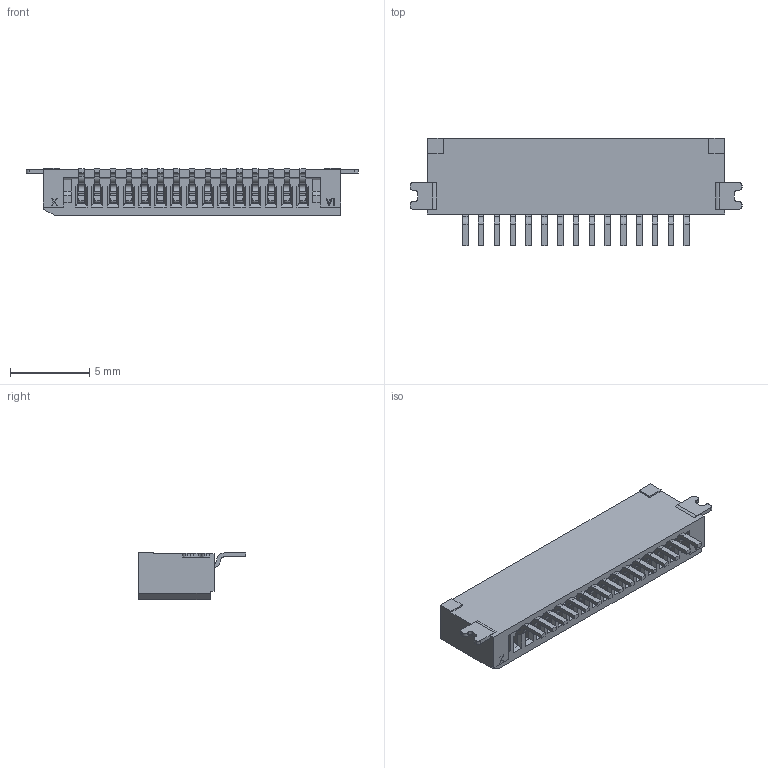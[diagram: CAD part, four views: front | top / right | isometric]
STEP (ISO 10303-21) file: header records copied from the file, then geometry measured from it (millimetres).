
FILE_DESCRIPTION (( 'STEP AP214' ), '1' );
FILE_NAME ('F519-1A7A1-11015-E200.STEP', '2021-01-05T09:46:17', ( '' ), ( '' ), 'SwSTEP 2.0', 'SolidWorks 2020', '' );
FILE_SCHEMA (( 'AUTOMOTIVE_DESIGN' ));
Length unit declared in the file: millimetre
Products named in the file (1): F519-1A7A1-11015-E200
Bounding box: 21 x 6.8 x 3 mm (x, y, z)
Volume: 196.2 mm3; surface area: 693.3 mm2
Topology: 1 solids, 3 shells, 1132 faces, 3060 edges, 1966 vertices
Faces by surface type: plane 692, cylinder 306, torus 90, bspline 44
Entity records: 37787 total; most frequent: CARTESIAN_POINT 9486, ORIENTED_EDGE 6120, DIRECTION 5595, EDGE_CURVE 3060, LINE 2077, VECTOR 2077, VERTEX_POINT 1966, AXIS2_PLACEMENT_3D 1759
